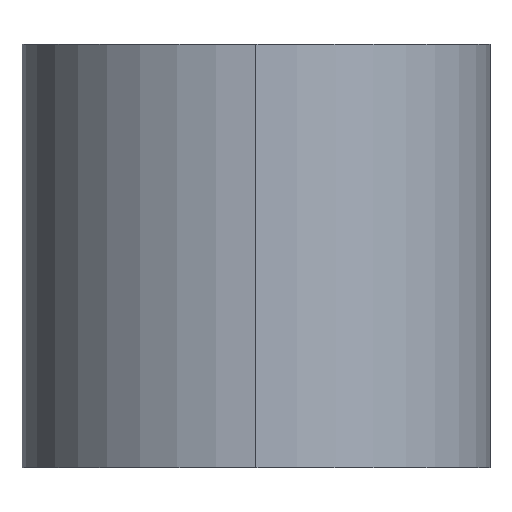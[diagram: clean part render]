
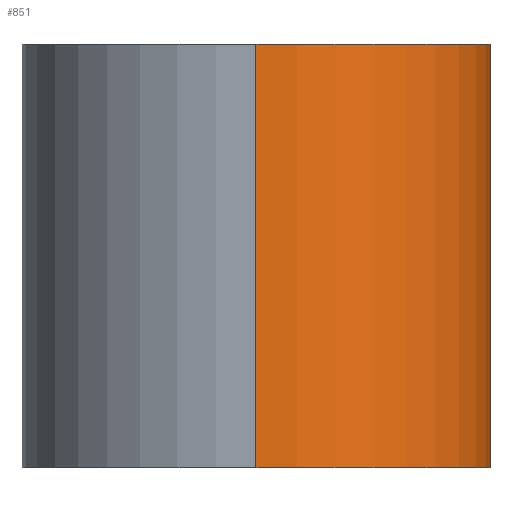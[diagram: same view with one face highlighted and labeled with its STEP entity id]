
A CAD part, left-side view. The second image highlights one B-rep face of the part: STEP entity #851.
In plain terms, the highlighted cylindrical face has radius 5.3 mm (diameter 10.6 mm), a partial arc.
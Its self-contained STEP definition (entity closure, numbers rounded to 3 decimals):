
#2 = VERTEX_POINT ( 'NONE', #238 ) ;
#15 = VERTEX_POINT ( 'NONE', #251 ) ;
#30 = VERTEX_POINT ( 'NONE', #256 ) ;
#31 = VERTEX_POINT ( 'NONE', #257 ) ;
#126 = ORIENTED_EDGE ( 'NONE', *, *, #819, .T. ) ;
#140 = ORIENTED_EDGE ( 'NONE', *, *, #791, .F. ) ;
#154 = ORIENTED_EDGE ( 'NONE', *, *, #814, .T. ) ;
#155 = ORIENTED_EDGE ( 'NONE', *, *, #803, .F. ) ;
#169 = EDGE_LOOP ( 'NONE', ( #140, #154, #126, #155 ) ) ;
#238 = CARTESIAN_POINT ( 'NONE',  ( 0., -5.3, 4.8 ) ) ;
#251 = CARTESIAN_POINT ( 'NONE',  ( -5.3, 0., 4.8 ) ) ;
#256 = CARTESIAN_POINT ( 'NONE',  ( -5.3, 0., -4.8 ) ) ;
#257 = CARTESIAN_POINT ( 'NONE',  ( 0., -5.3, -4.8 ) ) ;
#287 = CARTESIAN_POINT ( 'NONE',  ( 0., 0., 4.8 ) ) ;
#294 = DIRECTION ( 'NONE',  ( 0., 0., 1. ) ) ;
#295 = DIRECTION ( 'NONE',  ( 1., 0., 0. ) ) ;
#327 = LINE ( 'NONE', #328, #779 ) ;
#328 = CARTESIAN_POINT ( 'NONE',  ( 0., -5.3, 4.8 ) ) ;
#329 = DIRECTION ( 'NONE',  ( 0., 0., -1. ) ) ;
#362 = LINE ( 'NONE', #363, #997 ) ;
#363 = CARTESIAN_POINT ( 'NONE',  ( -5.3, 0., 4.8 ) ) ;
#364 = DIRECTION ( 'NONE',  ( 0., 0., -1. ) ) ;
#371 = CARTESIAN_POINT ( 'NONE',  ( 0., 0., -4.8 ) ) ;
#378 = DIRECTION ( 'NONE',  ( 0., 0., 1. ) ) ;
#379 = DIRECTION ( 'NONE',  ( 1., 0., 0. ) ) ;
#458 = CARTESIAN_POINT ( 'NONE',  ( 0., 0., 4.8 ) ) ;
#459 = DIRECTION ( 'NONE',  ( 0., 0., -1. ) ) ;
#460 = DIRECTION ( 'NONE',  ( -1., 0., 0. ) ) ;
#679 = FACE_OUTER_BOUND ( 'NONE', #169, .T. ) ;
#689 = AXIS2_PLACEMENT_3D ( 'NONE', #458, #459, #460 ) ;
#690 = CYLINDRICAL_SURFACE ( 'NONE', #689, 5.3 ) ;
#779 = VECTOR ( 'NONE', #329, 1000. ) ;
#791 = EDGE_CURVE ( 'NONE', #15, #2, #910, .T. ) ;
#803 = EDGE_CURVE ( 'NONE', #2, #31, #327, .T. ) ;
#814 = EDGE_CURVE ( 'NONE', #15, #30, #362, .T. ) ;
#819 = EDGE_CURVE ( 'NONE', #30, #31, #873, .T. ) ;
#851 = ADVANCED_FACE ( 'NONE', ( #679 ), #690, .T. ) ;
#873 = CIRCLE ( 'NONE', #1000, 5.3 ) ;
#910 = CIRCLE ( 'NONE', #1006, 5.3 ) ;
#997 = VECTOR ( 'NONE', #364, 1000. ) ;
#1000 = AXIS2_PLACEMENT_3D ( 'NONE', #371, #378, #379 ) ;
#1006 = AXIS2_PLACEMENT_3D ( 'NONE', #287, #294, #295 ) ;
